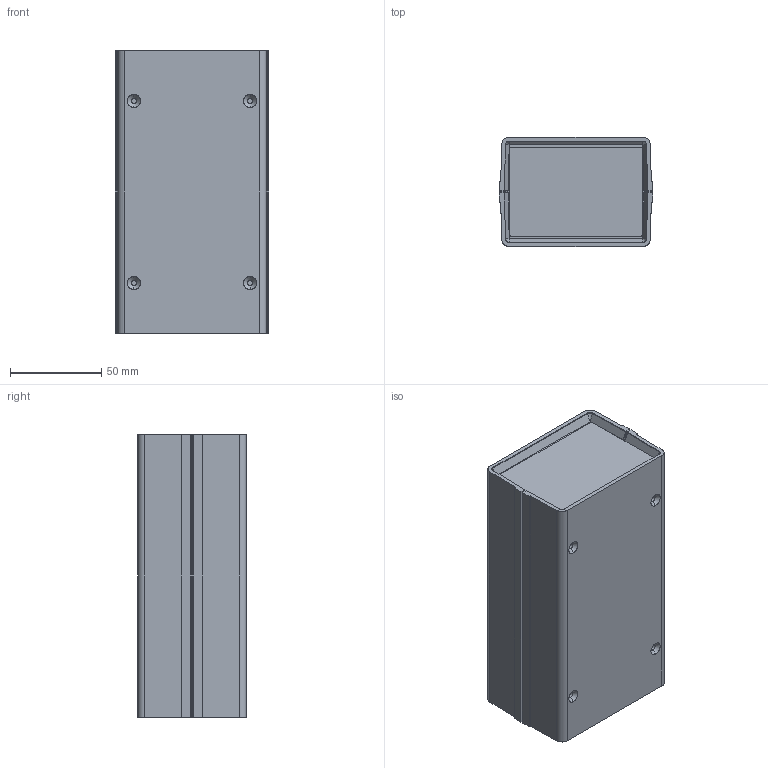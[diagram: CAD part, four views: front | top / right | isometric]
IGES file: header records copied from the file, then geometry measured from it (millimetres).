
Start section: SolidWorks IGES file using analytic representation for surfaces
Global section: file name: KM-133.IGS; native system: SolidWorks 2012; preprocessor: SolidWorks 2012; author: Peter; date: 170406.153748; units: millimetre
Bounding box: 84.5 x 59.8 x 155 mm (x, y, z)
Surface area: 119544.2 mm2 (no closed solid volume)
Topology: 0 solids, 0 shells, 474 faces, 6000 edges, 5992 vertices
Faces by surface type: bspline 282, revolution 192
